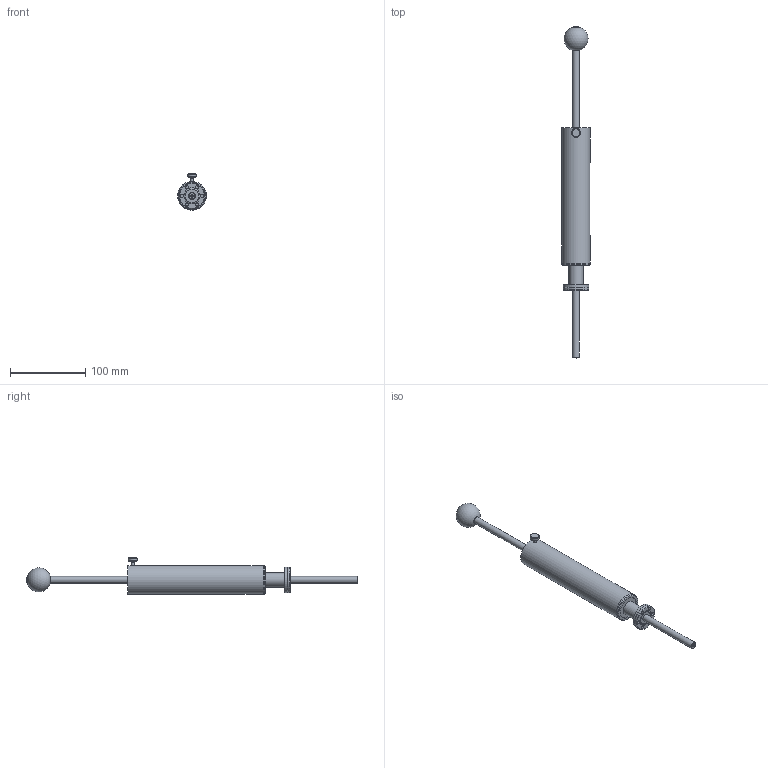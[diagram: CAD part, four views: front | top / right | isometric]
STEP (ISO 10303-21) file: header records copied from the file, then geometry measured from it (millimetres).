
FILE_DESCRIPTION( ( 'Unknown' ), '1' );
FILE_NAME( 'ZLDP910.stp', 'Unknown', ( 'Unknown' ), ( 'Unknown' ), 'XStep 1.0', 'Unknown', ' ' );
FILE_SCHEMA( ( 'automotive_design' ) );
Length unit declared in the file: millimetre
Products named in the file (2): 1; 2
Bounding box: 38 x 441 x 48.3 mm (x, y, z)
Volume: 247457.1 mm3; surface area: 38755.2 mm2
Topology: 2 solids, 2 shells, 77 faces, 181 edges, 120 vertices
Faces by surface type: plane 33, cylinder 31, cone 11, torus 1, sphere 1
Full cylindrical faces by diameter (mm): 1 x1, 3.242 x2, 4 x2, 4.3 x6, 6 x1, 9 x2, 12 x1, 17.8 x1, 19 x1, 21.36 x1, 30 x1, 34 x2, 37.9 x1, 38 x1
Entity records: 2719 total; most frequent: CARTESIAN_POINT 465, DIRECTION 348, ORIENTED_EDGE 256, AXIS2_PLACEMENT_3D 146, EDGE_LOOP 140, EDGE_CURVE 128, VERTEX_POINT 105, FACE_OUTER_BOUND 102
